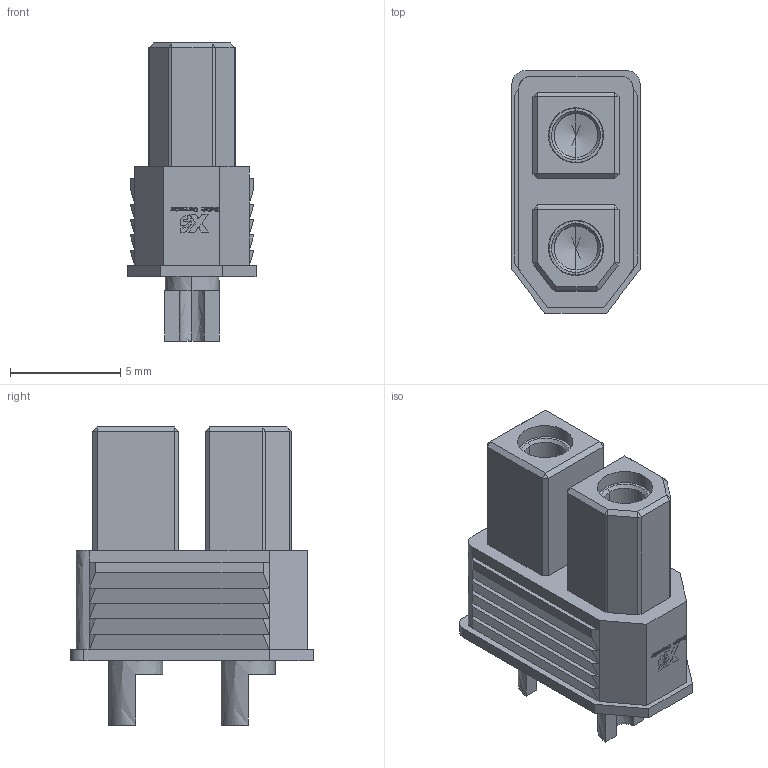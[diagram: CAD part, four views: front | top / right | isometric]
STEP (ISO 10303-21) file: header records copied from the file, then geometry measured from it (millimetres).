
FILE_DESCRIPTION(('STEP AP242'),'1');
FILE_NAME('xb-pm2142-atx30u-f.stp','2025-03-31T05:45:43',('TraceParts'),('TraceParts S.A.'),'Spatial InterOp 3D',' ',' ');
FILE_SCHEMA(('AP242_MANAGED_MODEL_BASED_3D_ENGINEERING_MIM_LF {1 0 10303 442 1 1 4}'));
Length unit declared in the file: millimetre
Products named in the file (1): xb-pm2142-atx30u-f_1
Bounding box: 5.8 x 10.99 x 13.51 mm (x, y, z)
Volume: 370.5 mm3; surface area: 913.1 mm2
Topology: 41 solids, 41 shells, 980 faces, 2445 edges, 1583 vertices
Faces by surface type: bspline 694, plane 286
Entity records: 35479 total; most frequent: CARTESIAN_POINT 18840, ORIENTED_EDGE 4854, EDGE_CURVE 2427, B_SPLINE_CURVE_WITH_KNOTS 2275, VERTEX_POINT 1583, EDGE_LOOP 1054, ADVANCED_FACE 980, FACE_OUTER_BOUND 980
